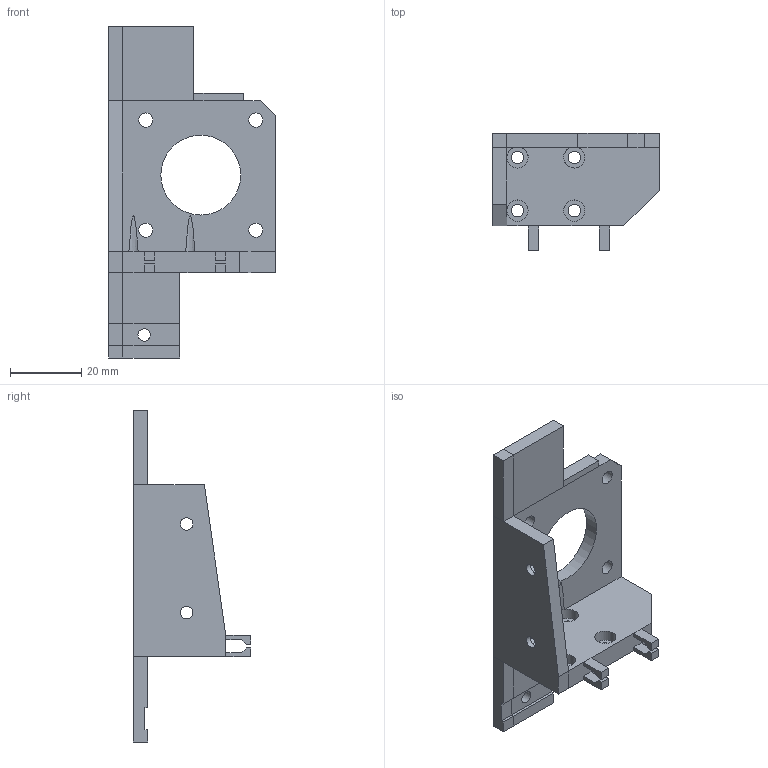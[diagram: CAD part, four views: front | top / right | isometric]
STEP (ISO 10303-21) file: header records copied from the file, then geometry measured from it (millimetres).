
FILE_DESCRIPTION(('FreeCAD Model'),'2;1');
FILE_NAME('direct32.step','2020-06-29T12:56:26',('Author'),(''), 'Open CASCADE STEP processor 7.3','FreeCAD','Unknown');
FILE_SCHEMA(('AUTOMOTIVE_DESIGN { 1 0 10303 214 1 1 1 1 }'));
Length unit declared in the file: millimetre
Products named in the file (1): Direct_Rev3.2
Bounding box: 46.95 x 33 x 93.5 mm (x, y, z)
Volume: 19577.6 mm3; surface area: 12072.9 mm2
Topology: 1 solids, 1 shells, 115 faces, 286 edges, 178 vertices
Faces by surface type: plane 95, cylinder 18, cone 2
Full cylindrical faces by diameter (mm): 2.9 x2, 3.5 x7, 4 x4, 6 x4, 22.5 x1
Entity records: 7248 total; most frequent: CARTESIAN_POINT 1364, DIRECTION 1104, LINE 760, VECTOR 760, ORIENTED_EDGE 572, PCURVE 572, DEFINITIONAL_REPRESENTATION 572, EDGE_CURVE 286
